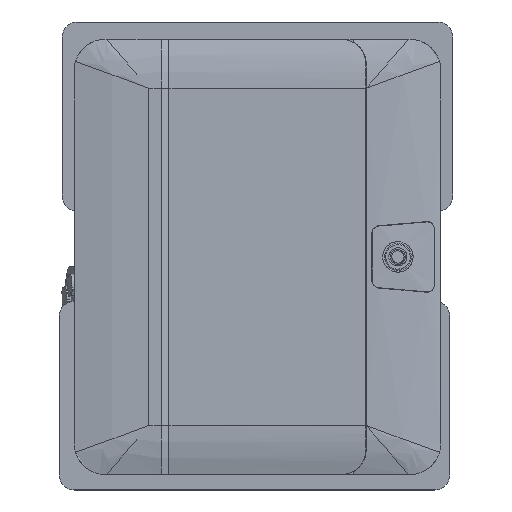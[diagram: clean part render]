
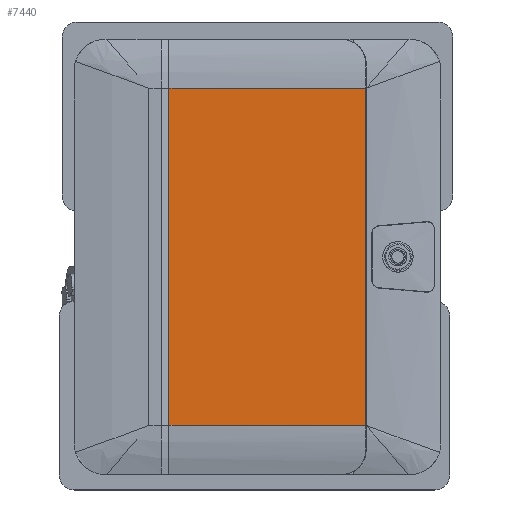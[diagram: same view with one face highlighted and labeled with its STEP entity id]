
A CAD part, top view. The second image highlights one B-rep face of the part: STEP entity #7440.
In plain terms, the highlighted planar face has unit normal (0, 0, 1).
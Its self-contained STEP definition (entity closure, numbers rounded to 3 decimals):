
#7422=AXIS2_PLACEMENT_3D('Plane Axis2P3D',#7419,#7420,#7421) ;
#6177=CARTESIAN_POINT('Vertex',(35.6,55.2,5.)) ;
#6204=CARTESIAN_POINT('Vertex',(-29.,55.2,5.)) ;
#6207=CARTESIAN_POINT('Line Origine',(3.3,55.2,5.)) ;
#6275=CARTESIAN_POINT('Vertex',(35.6,-55.2,5.)) ;
#6278=CARTESIAN_POINT('Line Origine',(3.3,-55.2,5.)) ;
#6282=CARTESIAN_POINT('Vertex',(-29.,-55.2,5.)) ;
#7419=CARTESIAN_POINT('Axis2P3D Location',(0.,0.,5.)) ;
#7424=CARTESIAN_POINT('Line Origine',(-29.,0.,5.)) ;
#7429=CARTESIAN_POINT('Line Origine',(35.6,0.,5.)) ;
#6208=DIRECTION('Vector Direction',(1.,0.,0.)) ;
#6279=DIRECTION('Vector Direction',(1.,0.,0.)) ;
#7420=DIRECTION('Axis2P3D Direction',(0.,0.,1.)) ;
#7421=DIRECTION('Axis2P3D XDirection',(1.,0.,0.)) ;
#7425=DIRECTION('Vector Direction',(0.,-1.,0.)) ;
#7430=DIRECTION('Vector Direction',(0.,1.,0.)) ;
#6209=VECTOR('Line Direction',#6208,1.) ;
#6280=VECTOR('Line Direction',#6279,1.) ;
#7426=VECTOR('Line Direction',#7425,1.) ;
#7431=VECTOR('Line Direction',#7430,1.) ;
#7435=ORIENTED_EDGE('',*,*,#7428,.T.) ;
#7436=ORIENTED_EDGE('',*,*,#6284,.F.) ;
#7437=ORIENTED_EDGE('',*,*,#7433,.T.) ;
#7438=ORIENTED_EDGE('',*,*,#6211,.T.) ;
#7440=ADVANCED_FACE('EB00521AA.1',(#7439),#7423,.T.) ;
#6211=EDGE_CURVE('',#6178,#6205,#6210,.F.) ;
#6284=EDGE_CURVE('',#6276,#6283,#6281,.F.) ;
#7428=EDGE_CURVE('',#6205,#6283,#7427,.T.) ;
#7433=EDGE_CURVE('',#6276,#6178,#7432,.T.) ;
#7434=EDGE_LOOP('',(#7435,#7436,#7437,#7438)) ;
#7439=FACE_OUTER_BOUND('',#7434,.T.) ;
#6210=LINE('Line',#6207,#6209) ;
#6281=LINE('Line',#6278,#6280) ;
#7427=LINE('Line',#7424,#7426) ;
#7432=LINE('Line',#7429,#7431) ;
#7423=PLANE('',#7422) ;
#6178=VERTEX_POINT('',#6177) ;
#6205=VERTEX_POINT('',#6204) ;
#6276=VERTEX_POINT('',#6275) ;
#6283=VERTEX_POINT('',#6282) ;
